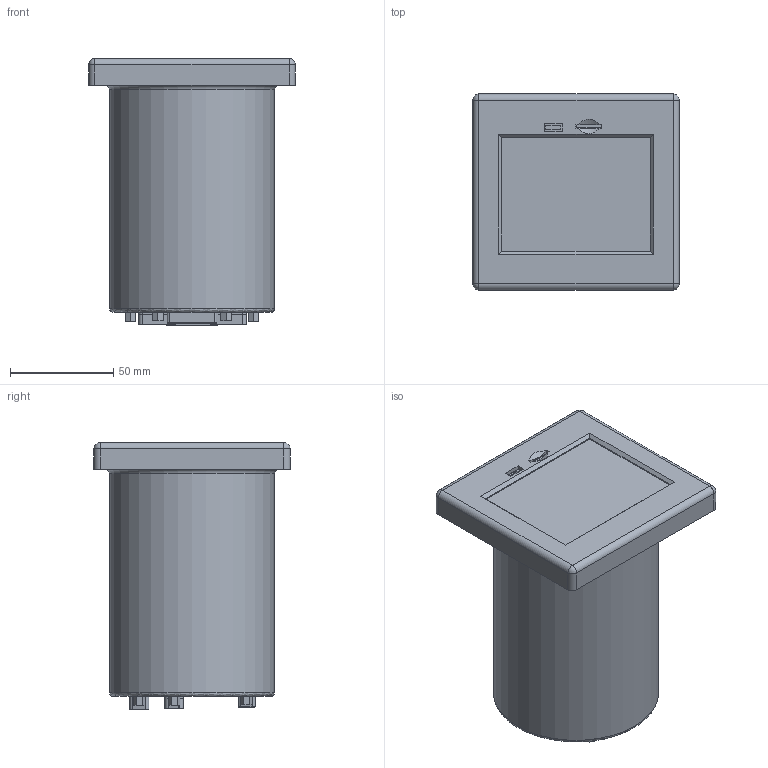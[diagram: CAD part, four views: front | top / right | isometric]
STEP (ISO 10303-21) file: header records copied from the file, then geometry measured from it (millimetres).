
FILE_DESCRIPTION(('FreeCAD Model'),'2;1');
FILE_NAME('ADCI_Gehäusekomplett_V18.step', '2022-03-26T10:54:58',('Author'),(''), 'Open CASCADE STEP processor 7.3','FreeCAD','Unknown');
FILE_SCHEMA(('AUTOMOTIVE_DESIGN { 1 0 10303 214 1 1 1 1 }'));
Length unit declared in the file: millimetre
Products named in the file (15): 2,9x6,5halbrundT10R12_004; Platine_Hauptelektronik_001; Senkkopf2,2x9,5T6R08_002; Senkkopf2,2x9,5T6R08_004; VierkantmutterM4_001; VierkantmutterM4_003; VierkantmutterM4_004; 2,9x6,5halbrundT10R12_005; 2,9x6,5halbrundT10R12_006; AssemblyPlatine_T_001; Assembly_Platine_Rund_V2_001; ADCI_Gehäusevorderteil_001; Display2_001; Montagerahmen_001; ADCIgehäusehinterteil_001
Bounding box: 100 x 95 x 129.3 mm (x, y, z)
Volume: 94080.5 mm3; surface area: 153874.5 mm2
Topology: 23 solids, 25 shells, 967 faces, 2211 edges, 1410 vertices
Faces by surface type: plane 530, cylinder 295, cone 95, torus 37, revolution 6, sphere 4
Full cylindrical faces by diameter (mm): 1 x48, 1.6 x4, 2 x2, 2.2 x4, 2.5 x12, 2.8 x2, 3 x4, 3.2 x4, 3.3 x4, 3.6 x4, 4 x5, 4.1 x4, 4.2 x8, 4.3 x4, 4.5 x8, 4.6 x4, 5.6 x3, 6 x8, 7 x8, 7.4 x4, 10 x1, 76 x1, 80 x1
Entity records: 63779 total; most frequent: CARTESIAN_POINT 11542, DIRECTION 8622, LINE 4826, VECTOR 4826, ORIENTED_EDGE 4400, PCURVE 4400, DEFINITIONAL_REPRESENTATION 4400, EDGE_CURVE 2202
